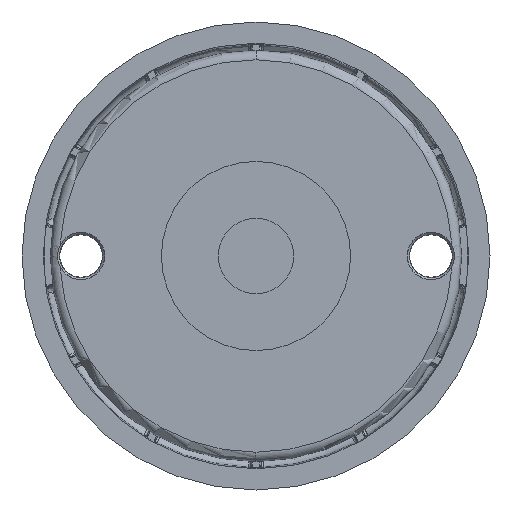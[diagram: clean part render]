
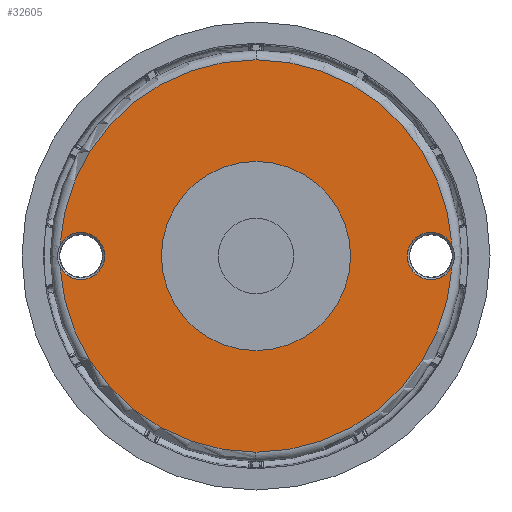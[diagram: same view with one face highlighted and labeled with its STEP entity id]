
A CAD part, front view. The second image highlights one B-rep face of the part: STEP entity #32605.
In plain terms, the highlighted planar face has unit normal (0, -1, 0).
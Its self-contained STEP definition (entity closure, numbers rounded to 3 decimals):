
#571 = DIRECTION ( 'NONE',  ( 0., -1., 0. ) ) ;
#1055 = DIRECTION ( 'NONE',  ( 0., 1., 0. ) ) ;
#1106 = DIRECTION ( 'NONE',  ( 0., 0., -1. ) ) ;
#1655 = VERTEX_POINT ( 'NONE', #16116 ) ;
#4125 = ORIENTED_EDGE ( 'NONE', *, *, #23626, .T. ) ;
#4755 = CIRCLE ( 'NONE', #24644, 5. ) ;
#6015 = VERTEX_POINT ( 'NONE', #28862 ) ;
#7196 = CARTESIAN_POINT ( 'NONE',  ( -37., -2., 5. ) ) ;
#8805 = CIRCLE ( 'NONE', #53939, 5. ) ;
#9584 = PLANE ( 'NONE',  #64687 ) ;
#10051 = AXIS2_PLACEMENT_3D ( 'NONE', #64450, #27039, #70692 ) ;
#10334 = EDGE_CURVE ( 'NONE', #47067, #15280, #55431, .T. ) ;
#11591 = AXIS2_PLACEMENT_3D ( 'NONE', #28560, #72162, #34881 ) ;
#15267 = CARTESIAN_POINT ( 'NONE',  ( -37., -2., -5. ) ) ;
#15280 = VERTEX_POINT ( 'NONE', #77147 ) ;
#15323 = CARTESIAN_POINT ( 'NONE',  ( 37., -2., 0. ) ) ;
#15745 = FACE_BOUND ( 'NONE', #61806, .T. ) ;
#16116 = CARTESIAN_POINT ( 'NONE',  ( 37., -2., 5. ) ) ;
#16209 = DIRECTION ( 'NONE',  ( 0., -1., 0. ) ) ;
#16356 = DIRECTION ( 'NONE',  ( 0., 1., 0. ) ) ;
#16622 = CIRCLE ( 'NONE', #74816, 41.5 ) ;
#20362 = EDGE_CURVE ( 'NONE', #21249, #41317, #72209, .T. ) ;
#21217 = DIRECTION ( 'NONE',  ( 0., -1., 0. ) ) ;
#21249 = VERTEX_POINT ( 'NONE', #42652 ) ;
#21681 = DIRECTION ( 'NONE',  ( 0., 0., 1. ) ) ;
#23062 = ORIENTED_EDGE ( 'NONE', *, *, #50076, .T. ) ;
#23435 = CARTESIAN_POINT ( 'NONE',  ( 0., -2., -20. ) ) ;
#23626 = EDGE_CURVE ( 'NONE', #49388, #52733, #24631, .T. ) ;
#24631 = CIRCLE ( 'NONE', #10051, 20. ) ;
#24644 = AXIS2_PLACEMENT_3D ( 'NONE', #15323, #59144, #21681 ) ;
#25193 = CIRCLE ( 'NONE', #11591, 5. ) ;
#26377 = DIRECTION ( 'NONE',  ( 0., 1., 0. ) ) ;
#27039 = DIRECTION ( 'NONE',  ( 0., 1., 0. ) ) ;
#28560 = CARTESIAN_POINT ( 'NONE',  ( -37., -2., 0. ) ) ;
#28862 = CARTESIAN_POINT ( 'NONE',  ( -41.436, -2., 2.307 ) ) ;
#29970 = AXIS2_PLACEMENT_3D ( 'NONE', #67347, #30006, #73575 ) ;
#30006 = DIRECTION ( 'NONE',  ( 0., 1., 0. ) ) ;
#30549 = DIRECTION ( 'NONE',  ( 0., -1., 0. ) ) ;
#31553 = EDGE_CURVE ( 'NONE', #52733, #49388, #74682, .T. ) ;
#32165 = VERTEX_POINT ( 'NONE', #35081 ) ;
#32599 = ORIENTED_EDGE ( 'NONE', *, *, #31553, .T. ) ;
#32605 = ADVANCED_FACE ( 'NONE', ( #80277, #15745 ), #9584, .T. ) ;
#32691 = ORIENTED_EDGE ( 'NONE', *, *, #63024, .T. ) ;
#33014 = CARTESIAN_POINT ( 'NONE',  ( -37., -2., 0. ) ) ;
#34241 = AXIS2_PLACEMENT_3D ( 'NONE', #53883, #16356, #60161 ) ;
#34297 = AXIS2_PLACEMENT_3D ( 'NONE', #38288, #571, #44544 ) ;
#34468 = ORIENTED_EDGE ( 'NONE', *, *, #70764, .T. ) ;
#34881 = DIRECTION ( 'NONE',  ( 0., 0., 1. ) ) ;
#35012 = AXIS2_PLACEMENT_3D ( 'NONE', #67865, #30549, #74096 ) ;
#35081 = CARTESIAN_POINT ( 'NONE',  ( 41.436, -2., 2.307 ) ) ;
#35994 = EDGE_CURVE ( 'NONE', #49966, #47067, #8805, .T. ) ;
#36933 = CARTESIAN_POINT ( 'NONE',  ( 37., -2., -5. ) ) ;
#37921 = ORIENTED_EDGE ( 'NONE', *, *, #35994, .T. ) ;
#38288 = CARTESIAN_POINT ( 'NONE',  ( 0., -2., 0. ) ) ;
#38781 = CARTESIAN_POINT ( 'NONE',  ( 0., -2., 0. ) ) ;
#38818 = DIRECTION ( 'NONE',  ( 0., -1., 0. ) ) ;
#39113 = CIRCLE ( 'NONE', #49554, 41.5 ) ;
#39343 = DIRECTION ( 'NONE',  ( 0., 0., 1. ) ) ;
#40485 = VERTEX_POINT ( 'NONE', #56157 ) ;
#41317 = VERTEX_POINT ( 'NONE', #36933 ) ;
#41437 = CIRCLE ( 'NONE', #29970, 5. ) ;
#42157 = AXIS2_PLACEMENT_3D ( 'NONE', #38781, #1055, #45019 ) ;
#42652 = CARTESIAN_POINT ( 'NONE',  ( 41.436, -2., -2.307 ) ) ;
#43741 = CIRCLE ( 'NONE', #35012, 41.5 ) ;
#43939 = ORIENTED_EDGE ( 'NONE', *, *, #20362, .T. ) ;
#44544 = DIRECTION ( 'NONE',  ( 0., 0., -1. ) ) ;
#45019 = DIRECTION ( 'NONE',  ( 0., 0., -1. ) ) ;
#47067 = VERTEX_POINT ( 'NONE', #67420 ) ;
#49388 = VERTEX_POINT ( 'NONE', #23435 ) ;
#49554 = AXIS2_PLACEMENT_3D ( 'NONE', #58707, #21217, #65009 ) ;
#49966 = VERTEX_POINT ( 'NONE', #15267 ) ;
#50076 = EDGE_CURVE ( 'NONE', #6015, #50753, #71519, .T. ) ;
#50753 = VERTEX_POINT ( 'NONE', #7196 ) ;
#51311 = EDGE_CURVE ( 'NONE', #50753, #49966, #25193, .T. ) ;
#52733 = VERTEX_POINT ( 'NONE', #74206 ) ;
#53745 = CARTESIAN_POINT ( 'NONE',  ( 0., -2., -20. ) ) ;
#53883 = CARTESIAN_POINT ( 'NONE',  ( -37., -2., 0. ) ) ;
#53939 = AXIS2_PLACEMENT_3D ( 'NONE', #33014, #76576, #39343 ) ;
#55431 = CIRCLE ( 'NONE', #34297, 41.5 ) ;
#55828 = ORIENTED_EDGE ( 'NONE', *, *, #68046, .T. ) ;
#56157 = CARTESIAN_POINT ( 'NONE',  ( 0., -2., 41.5 ) ) ;
#57422 = ORIENTED_EDGE ( 'NONE', *, *, #10334, .T. ) ;
#58707 = CARTESIAN_POINT ( 'NONE',  ( 0., -2., 0. ) ) ;
#59144 = DIRECTION ( 'NONE',  ( 0., 1., 0. ) ) ;
#60020 = DIRECTION ( 'NONE',  ( 0., 0., -1. ) ) ;
#60161 = DIRECTION ( 'NONE',  ( 0., 0., 1. ) ) ;
#60337 = EDGE_LOOP ( 'NONE', ( #43939, #32691, #55828, #65901, #79064, #23062, #79072, #37921, #57422, #34468 ) ) ;
#60884 = EDGE_CURVE ( 'NONE', #32165, #40485, #43741, .T. ) ;
#61806 = EDGE_LOOP ( 'NONE', ( #4125, #32599 ) ) ;
#63024 = EDGE_CURVE ( 'NONE', #41317, #1655, #41437, .T. ) ;
#63811 = CARTESIAN_POINT ( 'NONE',  ( 37., -2., 0. ) ) ;
#64450 = CARTESIAN_POINT ( 'NONE',  ( 0., -2., 0. ) ) ;
#64687 = AXIS2_PLACEMENT_3D ( 'NONE', #53745, #16209, #60020 ) ;
#65009 = DIRECTION ( 'NONE',  ( 0., 0., -1. ) ) ;
#65901 = ORIENTED_EDGE ( 'NONE', *, *, #60884, .T. ) ;
#67347 = CARTESIAN_POINT ( 'NONE',  ( 37., -2., 0. ) ) ;
#67420 = CARTESIAN_POINT ( 'NONE',  ( -41.436, -2., -2.307 ) ) ;
#67865 = CARTESIAN_POINT ( 'NONE',  ( 0., -2., 0. ) ) ;
#68046 = EDGE_CURVE ( 'NONE', #1655, #32165, #4755, .T. ) ;
#70016 = DIRECTION ( 'NONE',  ( 0., 0., 1. ) ) ;
#70692 = DIRECTION ( 'NONE',  ( 0., 0., -1. ) ) ;
#70764 = EDGE_CURVE ( 'NONE', #15280, #21249, #16622, .T. ) ;
#71519 = CIRCLE ( 'NONE', #34241, 5. ) ;
#72162 = DIRECTION ( 'NONE',  ( 0., 1., 0. ) ) ;
#72166 = AXIS2_PLACEMENT_3D ( 'NONE', #63811, #26377, #70016 ) ;
#72209 = CIRCLE ( 'NONE', #72166, 5. ) ;
#73575 = DIRECTION ( 'NONE',  ( 0., 0., 1. ) ) ;
#74096 = DIRECTION ( 'NONE',  ( 0., 0., -1. ) ) ;
#74206 = CARTESIAN_POINT ( 'NONE',  ( 0., -2., 20. ) ) ;
#74682 = CIRCLE ( 'NONE', #42157, 20. ) ;
#74816 = AXIS2_PLACEMENT_3D ( 'NONE', #76062, #38818, #1106 ) ;
#76062 = CARTESIAN_POINT ( 'NONE',  ( 0., -2., 0. ) ) ;
#76576 = DIRECTION ( 'NONE',  ( 0., 1., 0. ) ) ;
#77147 = CARTESIAN_POINT ( 'NONE',  ( 0., -2., -41.5 ) ) ;
#78982 = EDGE_CURVE ( 'NONE', #40485, #6015, #39113, .T. ) ;
#79064 = ORIENTED_EDGE ( 'NONE', *, *, #78982, .T. ) ;
#79072 = ORIENTED_EDGE ( 'NONE', *, *, #51311, .T. ) ;
#80277 = FACE_OUTER_BOUND ( 'NONE', #60337, .T. ) ;
